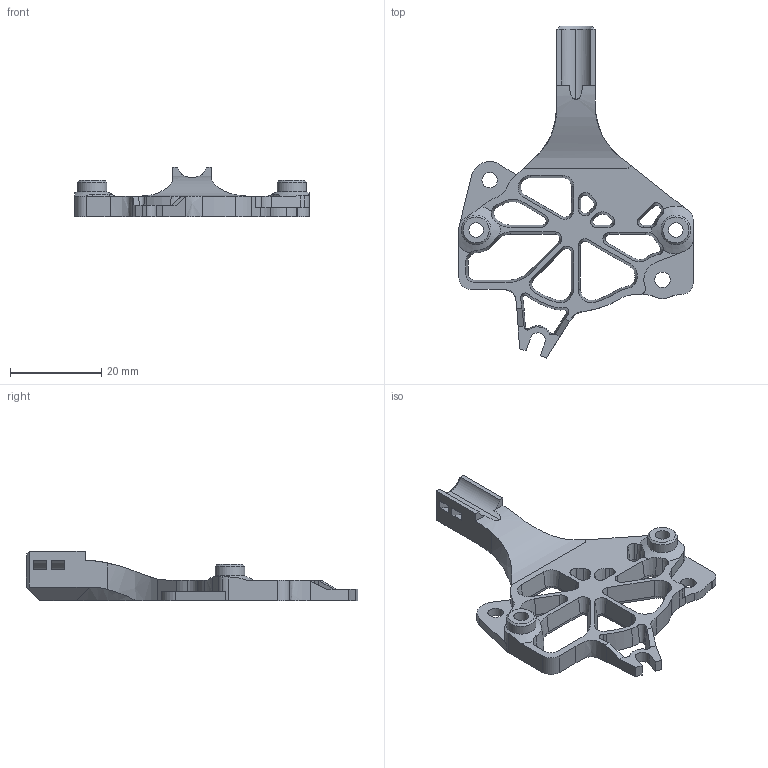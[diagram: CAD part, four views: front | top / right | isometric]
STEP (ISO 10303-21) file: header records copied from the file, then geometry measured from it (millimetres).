
FILE_DESCRIPTION(/* description */ ('STEP AP242','CAx-IF Rec.Pracs.---Representation and Presentation of Product Manufacturing Information (PMI)---4.0---2014-10-13','CAx-IF Rec.Pracs.---3D Tessellated Geometry---0.4---2014-09-14','2;1'),/* implementation_level */ '2;1');
FILE_NAME(/* name */ '6532b5581f3936036df880b2',/* time_stamp */ '2023-10-20T17:14:01Z',/* author */ (''),/* organization */ (''),/* preprocessor_version */ 'ST-DEVELOPER v19.4',/* originating_system */ ' ',/* authorisation */ ' ');
FILE_SCHEMA (('AP242_MANAGED_MODEL_BASED_3D_ENGINEERING_MIM_LF { 1 0 10303 442 1 1 4 }'));
Length unit declared in the file: metre
Products named in the file (1): EBB36 G2SA Mount
Bounding box: 51.44 x 72.91 x 10.86 mm (x, y, z)
Volume: 5678.4 mm3; surface area: 5303.4 mm2
Topology: 1 solids, 1 shells, 254 faces, 695 edges, 438 vertices
Faces by surface type: plane 98, cylinder 84, cone 61, bspline 11
Full cylindrical faces by diameter (mm): 3.2 x2, 3.4 x2, 4.7 x2, 6.5 x2
Entity records: 8260 total; most frequent: CARTESIAN_POINT 1833, ORIENTED_EDGE 1350, DIRECTION 1329, EDGE_CURVE 675, AXIS2_PLACEMENT_3D 480, VERTEX_POINT 432, LINE 369, VECTOR 369
